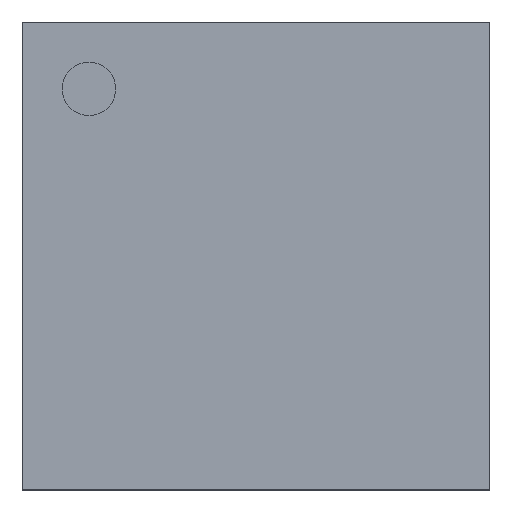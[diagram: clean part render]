
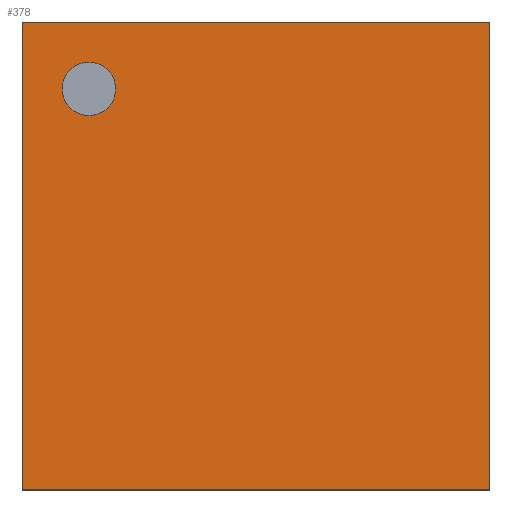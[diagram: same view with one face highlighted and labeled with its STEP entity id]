
A CAD part, top view. The second image highlights one B-rep face of the part: STEP entity #378.
In plain terms, the highlighted planar face has unit normal (0, 0, 1).
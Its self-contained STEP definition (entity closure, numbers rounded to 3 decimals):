
#170=CARTESIAN_POINT('',(-2.1,2.5,1.8));
#171=VERTEX_POINT('',#170);
#187=CARTESIAN_POINT('',(-2.9,2.5,1.8));
#188=VERTEX_POINT('',#187);
#195=CARTESIAN_POINT('',(-2.5,2.5,1.8));
#196=DIRECTION('',(0.0,0.0,-1.0));
#197=DIRECTION('',(1.0,0.0,0.0));
#198=AXIS2_PLACEMENT_3D('',#195,#196,#197);
#199=CIRCLE('',#198,0.4);
#200=EDGE_CURVE('',#171,#188,#199,.T.);
#211=CARTESIAN_POINT('',(-2.5,2.5,1.8));
#212=DIRECTION('',(0.0,0.0,-1.0));
#213=DIRECTION('',(1.0,0.0,0.0));
#214=AXIS2_PLACEMENT_3D('',#211,#212,#213);
#215=CIRCLE('',#214,0.4);
#216=EDGE_CURVE('',#188,#171,#215,.T.);
#244=CARTESIAN_POINT('',(3.5,3.5,1.8));
#245=VERTEX_POINT('',#244);
#246=CARTESIAN_POINT('',(3.5,-3.5,1.8));
#247=VERTEX_POINT('',#246);
#248=CARTESIAN_POINT('',(3.5,3.5,1.8));
#249=DIRECTION('',(0.0,-1.0,0.0));
#250=VECTOR('',#249,7.0);
#251=LINE('',#248,#250);
#252=EDGE_CURVE('',#245,#247,#251,.T.);
#284=CARTESIAN_POINT('',(-3.5,-3.5,1.8));
#285=VERTEX_POINT('',#284);
#286=CARTESIAN_POINT('',(3.5,-3.5,1.8));
#287=DIRECTION('',(-1.0,0.0,0.0));
#288=VECTOR('',#287,7.);
#289=LINE('',#286,#288);
#290=EDGE_CURVE('',#247,#285,#289,.T.);
#315=CARTESIAN_POINT('',(-3.5,3.5,1.8));
#316=VERTEX_POINT('',#315);
#317=CARTESIAN_POINT('',(-3.5,-3.5,1.8));
#318=DIRECTION('',(0.0,1.0,0.0));
#319=VECTOR('',#318,7.0);
#320=LINE('',#317,#319);
#321=EDGE_CURVE('',#285,#316,#320,.T.);
#346=CARTESIAN_POINT('',(-3.5,3.5,1.8));
#347=DIRECTION('',(1.0,0.0,0.0));
#348=VECTOR('',#347,7.);
#349=LINE('',#346,#348);
#350=EDGE_CURVE('',#316,#245,#349,.T.);
#363=CARTESIAN_POINT('',(0.,0.,1.8));
#364=DIRECTION('',(0.0,0.0,1.0));
#365=DIRECTION('',(1.0,0.0,0.0));
#366=AXIS2_PLACEMENT_3D('',#363,#364,#365);
#367=PLANE('',#366);
#368=ORIENTED_EDGE('',*,*,#252,.F.);
#369=ORIENTED_EDGE('',*,*,#350,.F.);
#370=ORIENTED_EDGE('',*,*,#321,.F.);
#371=ORIENTED_EDGE('',*,*,#290,.F.);
#372=EDGE_LOOP('',(#368,#369,#370,#371));
#373=FACE_OUTER_BOUND('',#372,.T.);
#374=ORIENTED_EDGE('',*,*,#200,.T.);
#375=ORIENTED_EDGE('',*,*,#216,.T.);
#376=EDGE_LOOP('',(#374,#375));
#377=FACE_BOUND('',#376,.T.);
#378=ADVANCED_FACE('',(#373,#377),#367,.T.);
